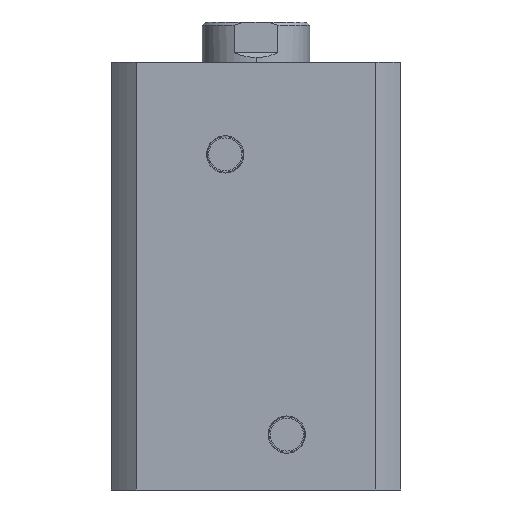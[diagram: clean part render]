
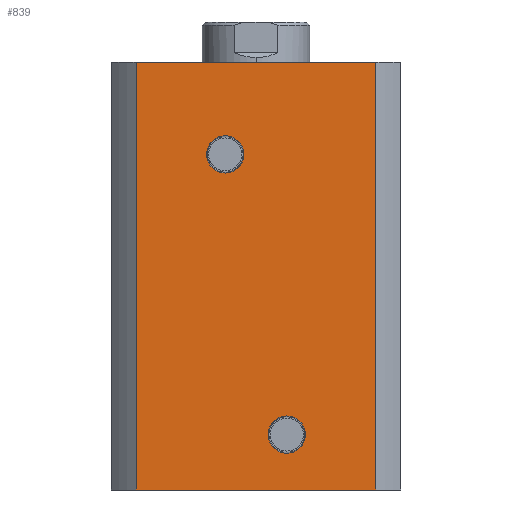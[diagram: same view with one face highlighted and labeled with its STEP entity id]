
A CAD part, left-side view. The second image highlights one B-rep face of the part: STEP entity #839.
In plain terms, the highlighted planar face has unit normal (-1, 0, 0).
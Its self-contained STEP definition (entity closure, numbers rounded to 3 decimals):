
#172 = ORIENTED_EDGE ( 'NONE', *, *, #2639, .T. ) ;
#173 = ORIENTED_EDGE ( 'NONE', *, *, #2648, .F. ) ;
#174 = ORIENTED_EDGE ( 'NONE', *, *, #2647, .F. ) ;
#175 = ORIENTED_EDGE ( 'NONE', *, *, #2646, .T. ) ;
#176 = ORIENTED_EDGE ( 'NONE', *, *, #2571, .F. ) ;
#177 = ORIENTED_EDGE ( 'NONE', *, *, #2644, .F. ) ;
#178 = CIRCLE ( 'NONE', #665, 6.06 ) ;
#180 = CIRCLE ( 'NONE', #664, 6.06 ) ;
#181 = LINE ( 'NONE', #772, #184 ) ;
#183 = LINE ( 'NONE', #774, #186 ) ;
#184 = VECTOR ( 'NONE', #773, 1000. ) ;
#186 = VECTOR ( 'NONE', #775, 1000. ) ;
#188 = LINE ( 'NONE', #768, #189 ) ;
#189 = VECTOR ( 'NONE', #776, 1000. ) ;
#343 = VERTEX_POINT ( 'NONE', #1569 ) ;
#475 = VERTEX_POINT ( 'NONE', #3547 ) ;
#586 = AXIS2_PLACEMENT_3D ( 'NONE', #918, #919, #920 ) ;
#664 = AXIS2_PLACEMENT_3D ( 'NONE', #769, #770, #771 ) ;
#665 = AXIS2_PLACEMENT_3D ( 'NONE', #764, #765, #766 ) ;
#671 = AXIS2_PLACEMENT_3D ( 'NONE', #732, #733, #734 ) ;
#732 = CARTESIAN_POINT ( 'NONE',  ( -47., 10., 109. ) ) ;
#733 = DIRECTION ( 'NONE',  ( -1., 0., 0. ) ) ;
#734 = DIRECTION ( 'NONE',  ( 0., 0., 1. ) ) ;
#740 = DIRECTION ( 'NONE',  ( 0., 0., -1. ) ) ;
#748 = CARTESIAN_POINT ( 'NONE',  ( -47., 38.884, 139. ) ) ;
#764 = CARTESIAN_POINT ( 'NONE',  ( -47., 10., 109. ) ) ;
#765 = DIRECTION ( 'NONE',  ( -1., 0., 0. ) ) ;
#766 = DIRECTION ( 'NONE',  ( 0., 0., 1. ) ) ;
#768 = CARTESIAN_POINT ( 'NONE',  ( -47., 0., 139. ) ) ;
#769 = CARTESIAN_POINT ( 'NONE',  ( -47., -10., 18. ) ) ;
#770 = DIRECTION ( 'NONE',  ( -1., 0., 0. ) ) ;
#771 = DIRECTION ( 'NONE',  ( 0., 0., 1. ) ) ;
#772 = CARTESIAN_POINT ( 'NONE',  ( -47., 0., 0. ) ) ;
#773 = DIRECTION ( 'NONE',  ( 0., -1., 0. ) ) ;
#774 = CARTESIAN_POINT ( 'NONE',  ( -47., -38.884, 139. ) ) ;
#775 = DIRECTION ( 'NONE',  ( 0., 0., -1. ) ) ;
#776 = DIRECTION ( 'NONE',  ( 0., -1., 0. ) ) ;
#839 = ADVANCED_FACE ( 'NONE', ( #3113, #3117, #3115 ), #3445, .F. ) ;
#918 = CARTESIAN_POINT ( 'NONE',  ( -47., -10., 18. ) ) ;
#919 = DIRECTION ( 'NONE',  ( -1., 0., 0. ) ) ;
#920 = DIRECTION ( 'NONE',  ( 0., 0., 1. ) ) ;
#1238 = CIRCLE ( 'NONE', #586, 6.06 ) ;
#1324 = CIRCLE ( 'NONE', #671, 6.06 ) ;
#1342 = LINE ( 'NONE', #748, #1344 ) ;
#1344 = VECTOR ( 'NONE', #740, 1000. ) ;
#1569 = CARTESIAN_POINT ( 'NONE',  ( -47., 38.884, 139. ) ) ;
#1776 = AXIS2_PLACEMENT_3D ( 'NONE', #3443, #3438, #3447 ) ;
#2196 = VERTEX_POINT ( 'NONE', #3318 ) ;
#2197 = VERTEX_POINT ( 'NONE', #3319 ) ;
#2204 = VERTEX_POINT ( 'NONE', #3326 ) ;
#2205 = VERTEX_POINT ( 'NONE', #3327 ) ;
#2571 = EDGE_CURVE ( 'NONE', #2204, #2205, #1238, .T. ) ;
#2629 = EDGE_CURVE ( 'NONE', #2196, #2197, #1324, .T. ) ;
#2639 = EDGE_CURVE ( 'NONE', #343, #2818, #1342, .T. ) ;
#2643 = EDGE_CURVE ( 'NONE', #2197, #2196, #178, .T. ) ;
#2644 = EDGE_CURVE ( 'NONE', #2205, #2204, #180, .T. ) ;
#2646 = EDGE_CURVE ( 'NONE', #2818, #475, #181, .T. ) ;
#2647 = EDGE_CURVE ( 'NONE', #2821, #475, #183, .T. ) ;
#2648 = EDGE_CURVE ( 'NONE', #343, #2821, #188, .T. ) ;
#2698 = CARTESIAN_POINT ( 'NONE',  ( -47., 38.884, 0. ) ) ;
#2700 = CARTESIAN_POINT ( 'NONE',  ( -47., -38.884, 139. ) ) ;
#2818 = VERTEX_POINT ( 'NONE', #2698 ) ;
#2821 = VERTEX_POINT ( 'NONE', #2700 ) ;
#3113 = FACE_BOUND ( 'NONE', #3561, .T. ) ;
#3115 = FACE_OUTER_BOUND ( 'NONE', #3566, .T. ) ;
#3117 = FACE_BOUND ( 'NONE', #3562, .T. ) ;
#3318 = CARTESIAN_POINT ( 'NONE',  ( -47., 10., 102.94 ) ) ;
#3319 = CARTESIAN_POINT ( 'NONE',  ( -47., 10., 115.06 ) ) ;
#3326 = CARTESIAN_POINT ( 'NONE',  ( -47., -10., 11.94 ) ) ;
#3327 = CARTESIAN_POINT ( 'NONE',  ( -47., -10., 24.06 ) ) ;
#3438 = DIRECTION ( 'NONE',  ( 1., 0., 0. ) ) ;
#3443 = CARTESIAN_POINT ( 'NONE',  ( -47., 0., 139. ) ) ;
#3445 = PLANE ( 'NONE',  #1776 ) ;
#3447 = DIRECTION ( 'NONE',  ( 0., 1., 0. ) ) ;
#3547 = CARTESIAN_POINT ( 'NONE',  ( -47., -38.884, 0. ) ) ;
#3561 = EDGE_LOOP ( 'NONE', ( #3623, #3622 ) ) ;
#3562 = EDGE_LOOP ( 'NONE', ( #177, #176 ) ) ;
#3566 = EDGE_LOOP ( 'NONE', ( #175, #174, #173, #172 ) ) ;
#3622 = ORIENTED_EDGE ( 'NONE', *, *, #2629, .F. ) ;
#3623 = ORIENTED_EDGE ( 'NONE', *, *, #2643, .F. ) ;
